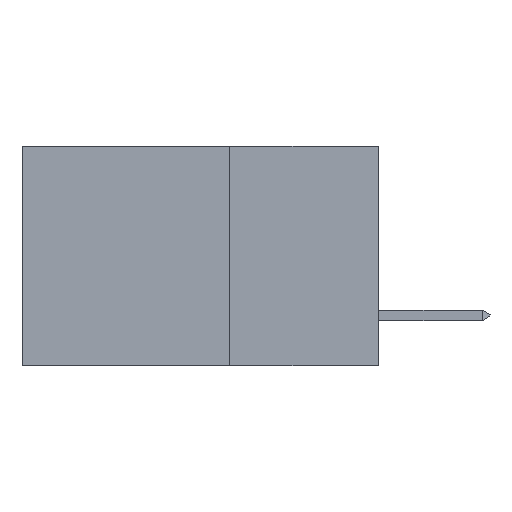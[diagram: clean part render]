
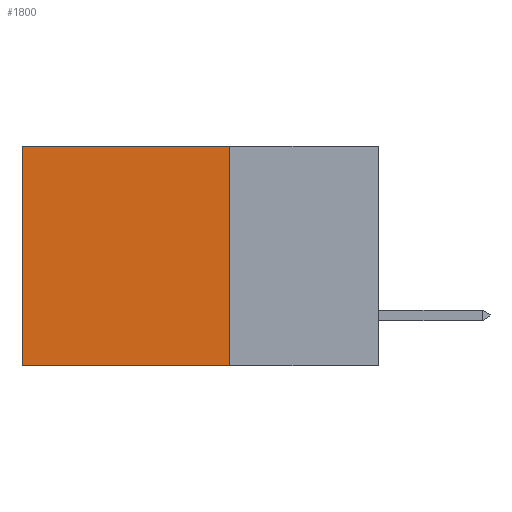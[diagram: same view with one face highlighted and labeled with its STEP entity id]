
A CAD part, left-side view. The second image highlights one B-rep face of the part: STEP entity #1800.
In plain terms, the highlighted planar face has unit normal (-1, 0, 0).
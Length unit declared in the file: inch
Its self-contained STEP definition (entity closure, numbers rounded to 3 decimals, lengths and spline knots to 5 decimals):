
#68 = VERTEX_POINT ( 'NONE', #5242 ) ;
#94 = LINE ( 'NONE', #175, #1399 ) ;
#137 = DIRECTION ( 'NONE',  ( 0., 1., 0. ) ) ;
#175 = CARTESIAN_POINT ( 'NONE',  ( 0.298, 0.6, 0. ) ) ;
#214 = LINE ( 'NONE', #5352, #7572 ) ;
#377 = EDGE_CURVE ( 'NONE', #68, #3735, #214, .T. ) ;
#520 = ORIENTED_EDGE ( 'NONE', *, *, #869, .T. ) ;
#678 = PLANE ( 'NONE',  #3858 ) ;
#869 = EDGE_CURVE ( 'NONE', #7538, #1192, #94, .T. ) ;
#1017 = LINE ( 'NONE', #7312, #9078 ) ;
#1168 = DIRECTION ( 'NONE',  ( 0., 0., -1. ) ) ;
#1192 = VERTEX_POINT ( 'NONE', #5303 ) ;
#1285 = CARTESIAN_POINT ( 'NONE',  ( 0.298, 0.25, 0. ) ) ;
#1399 = VECTOR ( 'NONE', #8139, 39.37008 ) ;
#1800 = ADVANCED_FACE ( 'NONE', ( #7546 ), #678, .F. ) ;
#2275 = ORIENTED_EDGE ( 'NONE', *, *, #5158, .T. ) ;
#2373 = CARTESIAN_POINT ( 'NONE',  ( 0.298, 0.6, 0. ) ) ;
#2795 = DIRECTION ( 'NONE',  ( 0., 1., 0. ) ) ;
#3500 = DIRECTION ( 'NONE',  ( 1., 0., 0. ) ) ;
#3735 = VERTEX_POINT ( 'NONE', #7162 ) ;
#3858 = AXIS2_PLACEMENT_3D ( 'NONE', #1285, #3500, #6441 ) ;
#4048 = EDGE_LOOP ( 'NONE', ( #520, #4505, #7611, #2275 ) ) ;
#4505 = ORIENTED_EDGE ( 'NONE', *, *, #8302, .F. ) ;
#5020 = VECTOR ( 'NONE', #2795, 39.37008 ) ;
#5158 = EDGE_CURVE ( 'NONE', #68, #7538, #8374, .T. ) ;
#5242 = CARTESIAN_POINT ( 'NONE',  ( 0.298, 0.25, 0. ) ) ;
#5303 = CARTESIAN_POINT ( 'NONE',  ( 0.298, 0.6, -0.37 ) ) ;
#5352 = CARTESIAN_POINT ( 'NONE',  ( 0.298, 0.25, 0. ) ) ;
#6288 = CARTESIAN_POINT ( 'NONE',  ( 0.298, 0.25, 0. ) ) ;
#6441 = DIRECTION ( 'NONE',  ( 0., 0., -1. ) ) ;
#7162 = CARTESIAN_POINT ( 'NONE',  ( 0.298, 0.25, -0.37 ) ) ;
#7312 = CARTESIAN_POINT ( 'NONE',  ( 0.298, 0.25, -0.37 ) ) ;
#7538 = VERTEX_POINT ( 'NONE', #2373 ) ;
#7546 = FACE_OUTER_BOUND ( 'NONE', #4048, .T. ) ;
#7572 = VECTOR ( 'NONE', #1168, 39.37008 ) ;
#7611 = ORIENTED_EDGE ( 'NONE', *, *, #377, .F. ) ;
#8139 = DIRECTION ( 'NONE',  ( 0., 0., -1. ) ) ;
#8302 = EDGE_CURVE ( 'NONE', #3735, #1192, #1017, .T. ) ;
#8374 = LINE ( 'NONE', #6288, #5020 ) ;
#9078 = VECTOR ( 'NONE', #137, 39.37008 ) ;
